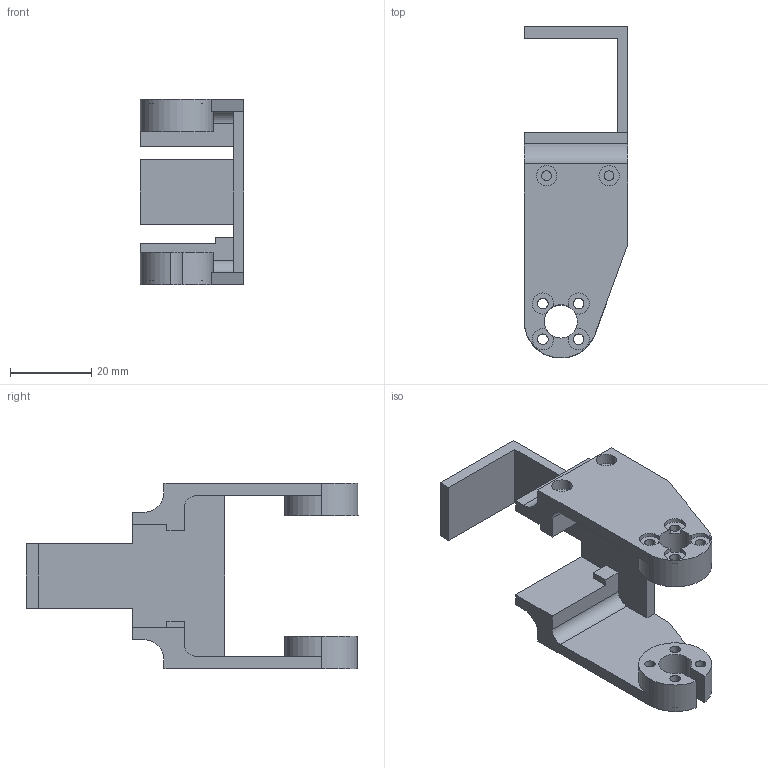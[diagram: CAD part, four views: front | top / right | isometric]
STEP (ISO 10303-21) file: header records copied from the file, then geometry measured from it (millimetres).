
FILE_DESCRIPTION (( 'STEP AP214' ), '1' );
FILE_NAME ('FCS4HAND2310_FINGER_ROOT_RH.STEP', '2023-12-04T06:11:56', ( '' ), ( '' ), 'SwSTEP 2.0', 'SolidWorks 2021', '' );
FILE_SCHEMA (( 'AUTOMOTIVE_DESIGN' ));
Length unit declared in the file: millimetre
Products named in the file (1): FCS4HAND2310_FINGER_ROOT_RH
Bounding box: 25.5 x 81.8 x 45.6 mm (x, y, z)
Volume: 14747.8 mm3; surface area: 11433.7 mm2
Topology: 1 solids, 1 shells, 107 faces, 307 edges, 204 vertices
Faces by surface type: cylinder 62, plane 45
Entity records: 3645 total; most frequent: DIRECTION 665, CARTESIAN_POINT 619, ORIENTED_EDGE 614, EDGE_CURVE 307, AXIS2_PLACEMENT_3D 250, VERTEX_POINT 204, VECTOR 165, LINE 165
